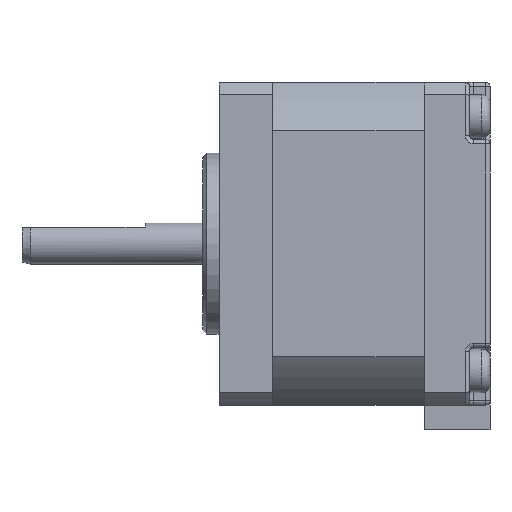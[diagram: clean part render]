
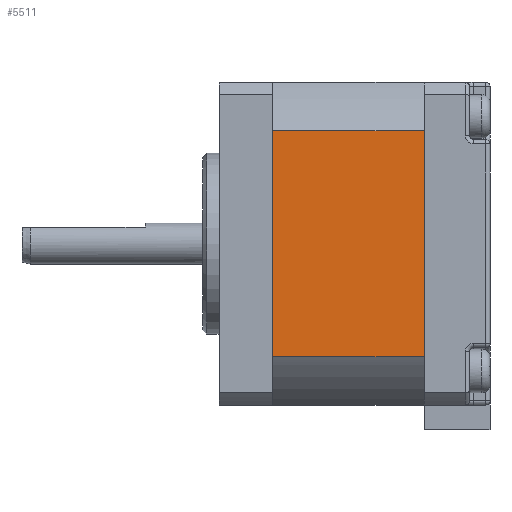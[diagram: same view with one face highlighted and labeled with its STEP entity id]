
A CAD part, left-side view. The second image highlights one B-rep face of the part: STEP entity #5511.
In plain terms, the highlighted planar face has unit normal (-1, 0, 0).
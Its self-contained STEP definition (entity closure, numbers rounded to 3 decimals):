
#1281 = VERTEX_POINT ( 'NONE', #5062 ) ;
#1282 = VERTEX_POINT ( 'NONE', #5063 ) ;
#1283 = VERTEX_POINT ( 'NONE', #5064 ) ;
#1284 = VERTEX_POINT ( 'NONE', #5065 ) ;
#3057 = EDGE_LOOP ( 'NONE', ( #4490, #4492, #4491, #4493 ) ) ;
#4490 = ORIENTED_EDGE ( 'NONE', *, *, #5324, .F. ) ;
#4491 = ORIENTED_EDGE ( 'NONE', *, *, #5325, .F. ) ;
#4492 = ORIENTED_EDGE ( 'NONE', *, *, #5323, .F. ) ;
#4493 = ORIENTED_EDGE ( 'NONE', *, *, #5326, .F. ) ;
#5062 = CARTESIAN_POINT ( 'NONE',  ( 0., 8.01, 5.87 ) ) ;
#5063 = CARTESIAN_POINT ( 'NONE',  ( 0., 26.49, 5.87 ) ) ;
#5064 = CARTESIAN_POINT ( 'NONE',  ( 0., 8.01, 33.43 ) ) ;
#5065 = CARTESIAN_POINT ( 'NONE',  ( 0., 26.49, 33.43 ) ) ;
#5323 = EDGE_CURVE ( 'NONE', #1283, #1281, #7700, .T. ) ;
#5324 = EDGE_CURVE ( 'NONE', #1281, #1282, #7703, .T. ) ;
#5325 = EDGE_CURVE ( 'NONE', #1284, #1283, #7706, .T. ) ;
#5326 = EDGE_CURVE ( 'NONE', #1282, #1284, #7709, .T. ) ;
#5511 = ADVANCED_FACE ( 'NONE', ( #10520 ), #8795, .F. ) ;
#7700 = LINE ( 'NONE', #7701, #11730 ) ;
#7701 = CARTESIAN_POINT ( 'NONE',  ( 0., 8.01, 39.3 ) ) ;
#7702 = DIRECTION ( 'NONE',  ( 0., 0., -1. ) ) ;
#7703 = LINE ( 'NONE', #7704, #11731 ) ;
#7704 = CARTESIAN_POINT ( 'NONE',  ( 0., -86.564, 5.87 ) ) ;
#7705 = DIRECTION ( 'NONE',  ( 0., 1., 0. ) ) ;
#7706 = LINE ( 'NONE', #7707, #11732 ) ;
#7707 = CARTESIAN_POINT ( 'NONE',  ( 0., -86.564, 33.43 ) ) ;
#7708 = DIRECTION ( 'NONE',  ( 0., -1., 0. ) ) ;
#7709 = LINE ( 'NONE', #7710, #11733 ) ;
#7710 = CARTESIAN_POINT ( 'NONE',  ( 0., 26.49, 39.3 ) ) ;
#7711 = DIRECTION ( 'NONE',  ( 0., 0., 1. ) ) ;
#8795 = PLANE ( 'NONE',  #10526 ) ;
#8796 = CARTESIAN_POINT ( 'NONE',  ( 0., 33., 1.5 ) ) ;
#8797 = DIRECTION ( 'NONE',  ( 1., 0., 0. ) ) ;
#8798 = DIRECTION ( 'NONE',  ( 0., 0., -1. ) ) ;
#10520 = FACE_OUTER_BOUND ( 'NONE', #3057, .T. ) ;
#10526 = AXIS2_PLACEMENT_3D ( 'NONE', #8796, #8797, #8798 ) ;
#11730 = VECTOR ( 'NONE', #7702, 1000. ) ;
#11731 = VECTOR ( 'NONE', #7705, 1000. ) ;
#11732 = VECTOR ( 'NONE', #7708, 1000. ) ;
#11733 = VECTOR ( 'NONE', #7711, 1000. ) ;
